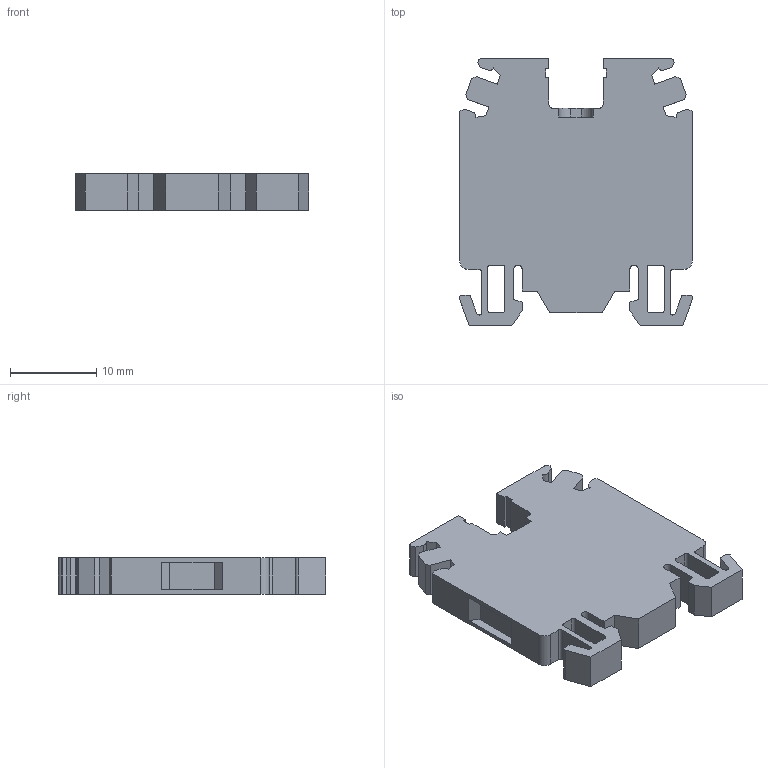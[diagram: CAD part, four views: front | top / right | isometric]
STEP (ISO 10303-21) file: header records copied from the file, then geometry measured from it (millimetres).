
FILE_DESCRIPTION(('Creo Elements/Direct Modeling STEP Export'),'2;1');
FILE_NAME('RN.1.stp','2015-01-28T 8:56:00',(''),(''),'PTC Creo Elements/Direct Modeling STEP processor for AP214 (Solid Model)','PTC Creo Elements/Direct Modeling 19.0A 04-Oct-2014 (C) Parametric Technology GmbH','');
FILE_SCHEMA(('AUTOMOTIVE_DESIGN { 1 0 10303 214 1 1 1 1 }'));
Length unit declared in the file: millimetre
Products named in the file (1): RN.1
Bounding box: 27.09 x 31 x 4.2 mm (x, y, z)
Volume: 2803.5 mm3; surface area: 2327 mm2
Topology: 1 solids, 1 shells, 128 faces, 369 edges, 247 vertices
Faces by surface type: plane 96, cylinder 32
Entity records: 4144 total; most frequent: ORIENTED_EDGE 738, CARTESIAN_POINT 730, DIRECTION 669, EDGE_CURVE 369, VECTOR 297, LINE 297, VERTEX_POINT 247, AXIS2_PLACEMENT_3D 186
